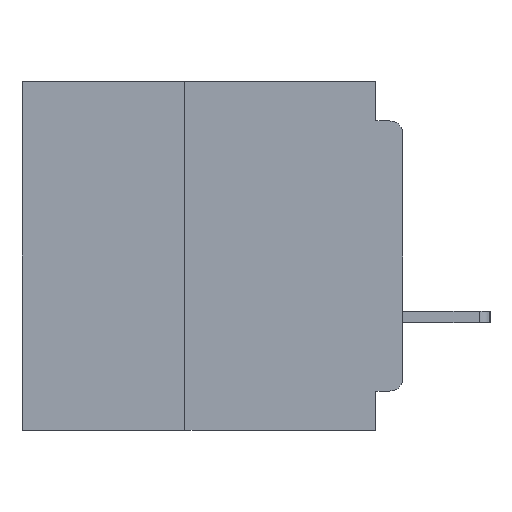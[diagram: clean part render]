
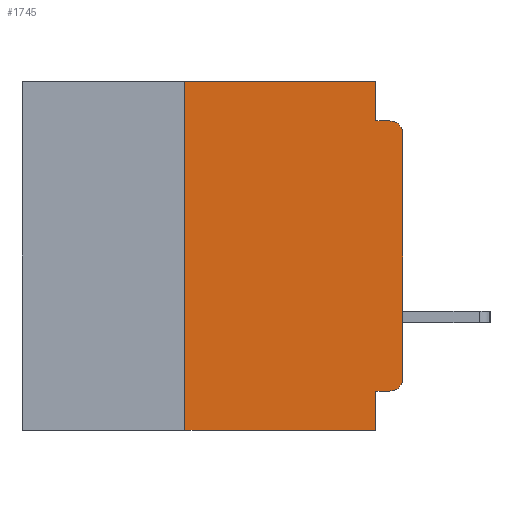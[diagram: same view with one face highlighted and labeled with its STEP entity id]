
A CAD part, left-side view. The second image highlights one B-rep face of the part: STEP entity #1745.
In plain terms, the highlighted planar face has unit normal (-1, 0, 0).
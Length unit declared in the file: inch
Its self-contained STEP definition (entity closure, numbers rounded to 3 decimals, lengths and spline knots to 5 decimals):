
#394 = ORIENTED_EDGE ( 'NONE', *, *, #41433, .T. ) ;
#617 = AXIS2_PLACEMENT_3D ( 'NONE', #35021, #10681, #39127 ) ;
#1745 = ADVANCED_FACE ( 'NONE', ( #48809 ), #27047, .F. ) ;
#2364 = LINE ( 'NONE', #11576, #43131 ) ;
#4960 = EDGE_CURVE ( 'NONE', #14130, #33824, #36002, .T. ) ;
#6025 = VERTEX_POINT ( 'NONE', #44352 ) ;
#6214 = LINE ( 'NONE', #45491, #48112 ) ;
#7468 = DIRECTION ( 'NONE',  ( 0., -1., 0. ) ) ;
#7494 = CIRCLE ( 'NONE', #29128, 0.015 ) ;
#7706 = LINE ( 'NONE', #34966, #49499 ) ;
#8126 = CARTESIAN_POINT ( 'NONE',  ( 0., 0.015, -0.355 ) ) ;
#8464 = ORIENTED_EDGE ( 'NONE', *, *, #40163, .F. ) ;
#9484 = EDGE_CURVE ( 'NONE', #14659, #52128, #52588, .T. ) ;
#9943 = EDGE_LOOP ( 'NONE', ( #48839, #394, #26688, #22129, #8464, #14472, #43438, #11168, #39923, #30113 ) ) ;
#10663 = LINE ( 'NONE', #46395, #41783 ) ;
#10681 = DIRECTION ( 'NONE',  ( -1., 0., 0. ) ) ;
#11121 = EDGE_CURVE ( 'NONE', #33824, #42031, #10663, .T. ) ;
#11168 = ORIENTED_EDGE ( 'NONE', *, *, #11121, .F. ) ;
#11358 = VERTEX_POINT ( 'NONE', #47785 ) ;
#11576 = CARTESIAN_POINT ( 'NONE',  ( 0., 0.437, -0.4 ) ) ;
#11608 = DIRECTION ( 'NONE',  ( -1., 0., 0. ) ) ;
#13095 = CARTESIAN_POINT ( 'NONE',  ( 0., 0., -0.06 ) ) ;
#14130 = VERTEX_POINT ( 'NONE', #8126 ) ;
#14350 = DIRECTION ( 'NONE',  ( 0., 1., 0. ) ) ;
#14472 = ORIENTED_EDGE ( 'NONE', *, *, #19320, .F. ) ;
#14659 = VERTEX_POINT ( 'NONE', #35937 ) ;
#14857 = AXIS2_PLACEMENT_3D ( 'NONE', #27236, #26869, #24372 ) ;
#15309 = VERTEX_POINT ( 'NONE', #31981 ) ;
#16571 = EDGE_CURVE ( 'NONE', #15309, #42031, #2364, .T. ) ;
#18348 = CARTESIAN_POINT ( 'NONE',  ( 0., 0.031, 0. ) ) ;
#18836 = LINE ( 'NONE', #18348, #29643 ) ;
#19320 = EDGE_CURVE ( 'NONE', #15309, #11358, #6214, .T. ) ;
#19717 = EDGE_CURVE ( 'NONE', #14130, #14659, #7494, .T. ) ;
#20831 = CARTESIAN_POINT ( 'NONE',  ( 0., 0.031, -0.355 ) ) ;
#22129 = ORIENTED_EDGE ( 'NONE', *, *, #30206, .F. ) ;
#22726 = DIRECTION ( 'NONE',  ( 0., -1., 0. ) ) ;
#23363 = DIRECTION ( 'NONE',  ( 0., -1., 0. ) ) ;
#24372 = DIRECTION ( 'NONE',  ( 0., 0., -1. ) ) ;
#25484 = VECTOR ( 'NONE', #23363, 39.37008 ) ;
#26346 = VERTEX_POINT ( 'NONE', #44464 ) ;
#26468 = CARTESIAN_POINT ( 'NONE',  ( 0., 0., -0.355 ) ) ;
#26688 = ORIENTED_EDGE ( 'NONE', *, *, #26823, .F. ) ;
#26758 = VERTEX_POINT ( 'NONE', #30993 ) ;
#26823 = EDGE_CURVE ( 'NONE', #26346, #26758, #44470, .T. ) ;
#26869 = DIRECTION ( 'NONE',  ( 1., 0., 0. ) ) ;
#27047 = PLANE ( 'NONE',  #14857 ) ;
#27236 = CARTESIAN_POINT ( 'NONE',  ( 0., 0.437, 0. ) ) ;
#29128 = AXIS2_PLACEMENT_3D ( 'NONE', #35961, #11608, #40049 ) ;
#29643 = VECTOR ( 'NONE', #46606, 39.37008 ) ;
#30113 = ORIENTED_EDGE ( 'NONE', *, *, #19717, .T. ) ;
#30197 = DIRECTION ( 'NONE',  ( 0., 0., -1. ) ) ;
#30206 = EDGE_CURVE ( 'NONE', #6025, #26346, #18836, .T. ) ;
#30993 = CARTESIAN_POINT ( 'NONE',  ( 0., 0.015, -0.045 ) ) ;
#31226 = VECTOR ( 'NONE', #31231, 39.37008 ) ;
#31231 = DIRECTION ( 'NONE',  ( 0., 0., 1. ) ) ;
#31981 = CARTESIAN_POINT ( 'NONE',  ( 0., 0.25, -0.4 ) ) ;
#33494 = DIRECTION ( 'NONE',  ( 0., 0., 1. ) ) ;
#33824 = VERTEX_POINT ( 'NONE', #20831 ) ;
#34966 = CARTESIAN_POINT ( 'NONE',  ( 0., 0.437, 0. ) ) ;
#35021 = CARTESIAN_POINT ( 'NONE',  ( 0., 0.015, -0.06 ) ) ;
#35937 = CARTESIAN_POINT ( 'NONE',  ( 0., 0., -0.34 ) ) ;
#35961 = CARTESIAN_POINT ( 'NONE',  ( 0., 0.015, -0.34 ) ) ;
#36002 = LINE ( 'NONE', #26468, #44196 ) ;
#39127 = DIRECTION ( 'NONE',  ( 0., 0., -1. ) ) ;
#39923 = ORIENTED_EDGE ( 'NONE', *, *, #4960, .F. ) ;
#40049 = DIRECTION ( 'NONE',  ( 0., 0., -1. ) ) ;
#40163 = EDGE_CURVE ( 'NONE', #11358, #6025, #7706, .T. ) ;
#41433 = EDGE_CURVE ( 'NONE', #52128, #26758, #48132, .T. ) ;
#41783 = VECTOR ( 'NONE', #30197, 39.37008 ) ;
#42031 = VERTEX_POINT ( 'NONE', #51645 ) ;
#43131 = VECTOR ( 'NONE', #7468, 39.37008 ) ;
#43251 = CARTESIAN_POINT ( 'NONE',  ( 0., 0., 0. ) ) ;
#43438 = ORIENTED_EDGE ( 'NONE', *, *, #16571, .T. ) ;
#44196 = VECTOR ( 'NONE', #14350, 39.37008 ) ;
#44352 = CARTESIAN_POINT ( 'NONE',  ( 0., 0.031, 0. ) ) ;
#44464 = CARTESIAN_POINT ( 'NONE',  ( 0., 0.031, -0.045 ) ) ;
#44470 = LINE ( 'NONE', #47547, #25484 ) ;
#45491 = CARTESIAN_POINT ( 'NONE',  ( 0., 0.25, -0.4 ) ) ;
#46395 = CARTESIAN_POINT ( 'NONE',  ( 0., 0.031, -0.4 ) ) ;
#46606 = DIRECTION ( 'NONE',  ( 0., 0., -1. ) ) ;
#47547 = CARTESIAN_POINT ( 'NONE',  ( 0., 0., -0.045 ) ) ;
#47785 = CARTESIAN_POINT ( 'NONE',  ( 0., 0.25, 0. ) ) ;
#48112 = VECTOR ( 'NONE', #33494, 39.37008 ) ;
#48132 = CIRCLE ( 'NONE', #617, 0.015 ) ;
#48809 = FACE_OUTER_BOUND ( 'NONE', #9943, .T. ) ;
#48839 = ORIENTED_EDGE ( 'NONE', *, *, #9484, .T. ) ;
#49499 = VECTOR ( 'NONE', #22726, 39.37008 ) ;
#51645 = CARTESIAN_POINT ( 'NONE',  ( 0., 0.031, -0.4 ) ) ;
#52128 = VERTEX_POINT ( 'NONE', #13095 ) ;
#52588 = LINE ( 'NONE', #43251, #31226 ) ;
